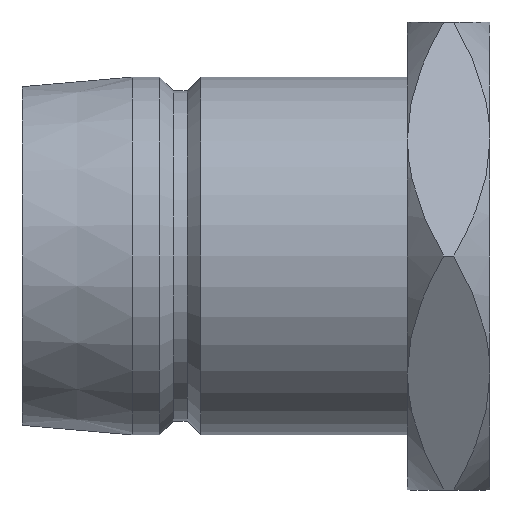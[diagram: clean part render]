
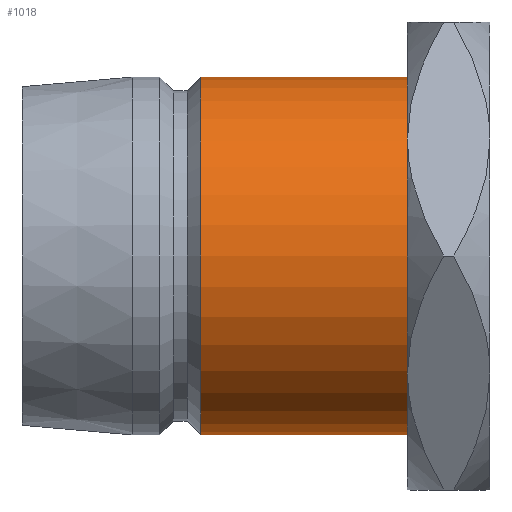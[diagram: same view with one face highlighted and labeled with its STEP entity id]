
A CAD part, front view. The second image highlights one B-rep face of the part: STEP entity #1018.
In plain terms, the highlighted cylindrical face has radius 6.5 mm (diameter 13 mm), a partial arc.
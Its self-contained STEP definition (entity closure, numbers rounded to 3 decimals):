
#43 = CARTESIAN_POINT ( 'NONE',  ( 0., 0., -6.5 ) ) ;
#71 = DIRECTION ( 'NONE',  ( 0., 0., 1. ) ) ;
#73 = ORIENTED_EDGE ( 'NONE', *, *, #1010, .F. ) ;
#79 = EDGE_CURVE ( 'NONE', #476, #997, #911, .T. ) ;
#84 = ORIENTED_EDGE ( 'NONE', *, *, #512, .T. ) ;
#132 = AXIS2_PLACEMENT_3D ( 'NONE', #877, #794, #365 ) ;
#176 = LINE ( 'NONE', #665, #495 ) ;
#236 = DIRECTION ( 'NONE',  ( -1., 0., 0. ) ) ;
#335 = VERTEX_POINT ( 'NONE', #1016 ) ;
#365 = DIRECTION ( 'NONE',  ( 0., 0., 1. ) ) ;
#368 = CARTESIAN_POINT ( 'NONE',  ( 6.5, 0., 6.5 ) ) ;
#422 = CYLINDRICAL_SURFACE ( 'NONE', #693, 6.5 ) ;
#454 = CARTESIAN_POINT ( 'NONE',  ( 14., 0., -6.5 ) ) ;
#471 = VECTOR ( 'NONE', #830, 1000. ) ;
#476 = VERTEX_POINT ( 'NONE', #454 ) ;
#495 = VECTOR ( 'NONE', #681, 1000. ) ;
#504 = VERTEX_POINT ( 'NONE', #368 ) ;
#512 = EDGE_CURVE ( 'NONE', #476, #335, #1096, .T. ) ;
#519 = EDGE_LOOP ( 'NONE', ( #858, #84, #929, #73 ) ) ;
#657 = EDGE_CURVE ( 'NONE', #335, #504, #176, .T. ) ;
#665 = CARTESIAN_POINT ( 'NONE',  ( 0., 0., 6.5 ) ) ;
#681 = DIRECTION ( 'NONE',  ( -1., 0., 0. ) ) ;
#687 = DIRECTION ( 'NONE',  ( 0., 0., 1. ) ) ;
#693 = AXIS2_PLACEMENT_3D ( 'NONE', #919, #765, #687 ) ;
#765 = DIRECTION ( 'NONE',  ( -1., 0., 0. ) ) ;
#794 = DIRECTION ( 'NONE',  ( -1., 0., 0. ) ) ;
#830 = DIRECTION ( 'NONE',  ( -1., 0., 0. ) ) ;
#855 = CARTESIAN_POINT ( 'NONE',  ( 6.5, 0., -6.5 ) ) ;
#858 = ORIENTED_EDGE ( 'NONE', *, *, #79, .F. ) ;
#877 = CARTESIAN_POINT ( 'NONE',  ( 14., 0., 0. ) ) ;
#911 = LINE ( 'NONE', #43, #471 ) ;
#919 = CARTESIAN_POINT ( 'NONE',  ( 0., 0., 0. ) ) ;
#929 = ORIENTED_EDGE ( 'NONE', *, *, #657, .T. ) ;
#939 = CIRCLE ( 'NONE', #1075, 6.5 ) ;
#997 = VERTEX_POINT ( 'NONE', #855 ) ;
#1002 = FACE_OUTER_BOUND ( 'NONE', #519, .T. ) ;
#1010 = EDGE_CURVE ( 'NONE', #997, #504, #939, .T. ) ;
#1016 = CARTESIAN_POINT ( 'NONE',  ( 14., 0., 6.5 ) ) ;
#1018 = ADVANCED_FACE ( 'NONE', ( #1002 ), #422, .T. ) ;
#1075 = AXIS2_PLACEMENT_3D ( 'NONE', #1104, #236, #71 ) ;
#1096 = CIRCLE ( 'NONE', #132, 6.5 ) ;
#1104 = CARTESIAN_POINT ( 'NONE',  ( 6.5, 0., 0. ) ) ;
